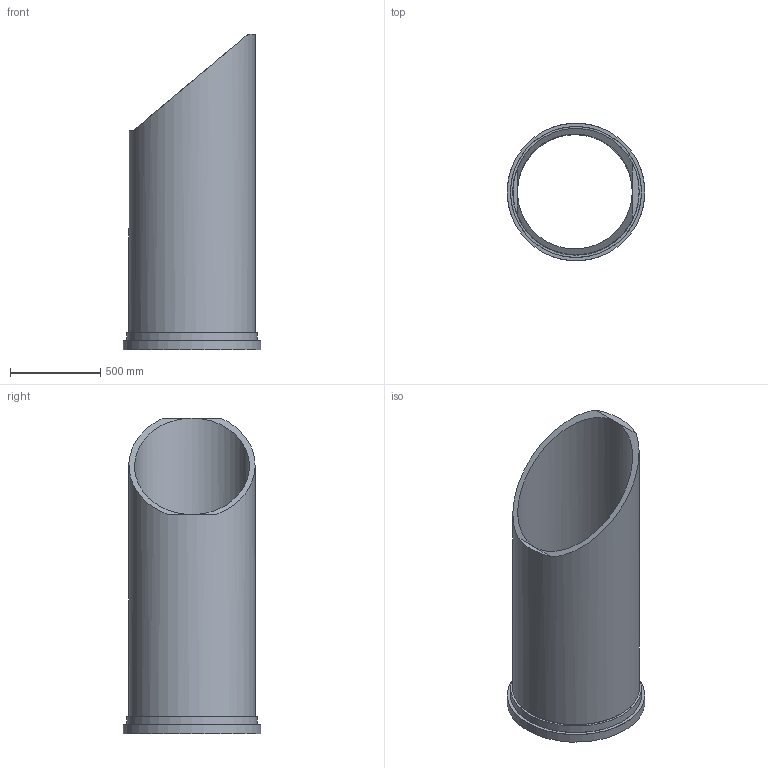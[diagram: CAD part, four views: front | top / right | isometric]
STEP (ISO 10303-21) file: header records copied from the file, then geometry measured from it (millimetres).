
FILE_DESCRIPTION(/* description */ ('30" HCWI NOZZLE, ASTM A532 CLASS III TYPE A, PF#'),/* implementation_level */ '2;1');
FILE_NAME(/* name */ 'A1-19010-100-02 HCWI nozzle insert - 1-10-20.stp',/* time_stamp */ '2020-01-10T09:57:53-07:00',/* author */ ('Graeme_Van_Dongen'),/* organization */ (''),/* preprocessor_version */ 'ST-DEVELOPER v16.5',/* originating_system */ 'Autodesk Inventor 2017',/* authorisation */ '');
FILE_SCHEMA (('AUTOMOTIVE_DESIGN { 1 0 10303 214 3 1 1 }'));
Length unit declared in the file: inch
Products named in the file (1): A1-19010-100-02 HCWI nozzle insert
Bounding box: 762.51 x 762.51 x 1746 mm (x, y, z)
Volume: 105393614 mm3; surface area: 6514509.6 mm2
Topology: 1 solids, 1 shells, 14 faces, 27 edges, 16 vertices
Faces by surface type: plane 7, cylinder 4, torus 2, cone 1
Full cylindrical faces by diameter (mm): 635 x1, 698.5 x1, 724.408 x1, 762.508 x1
Entity records: 350 total; most frequent: DIRECTION 64, CARTESIAN_POINT 49, ORIENTED_EDGE 38, AXIS2_PLACEMENT_3D 30, EDGE_LOOP 24, EDGE_CURVE 19, VERTEX_POINT 15, FACE_OUTER_BOUND 14
